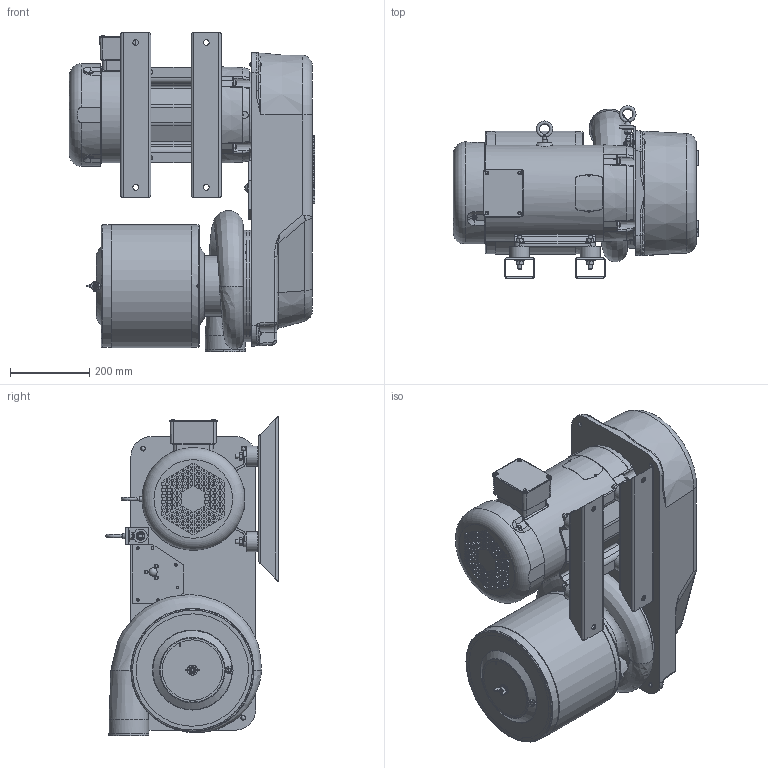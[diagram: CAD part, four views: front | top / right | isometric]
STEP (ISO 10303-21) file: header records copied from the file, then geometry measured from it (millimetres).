
FILE_DESCRIPTION(/* description */ (''),/* implementation_level */ '2;1');
FILE_NAME(/* name */ 'BAM15xB005_B.stp',/* time_stamp */ '2023-03-13T14:21:10-04:00',/* author */ ('James'),/* organization */ (''),/* preprocessor_version */ 'ST-DEVELOPER v18.1',/* originating_system */ 'Autodesk Inventor 2021',/* authorisation */ '');
FILE_SCHEMA (('AUTOMOTIVE_DESIGN { 1 0 10303 214 3 1 1 }'));
Length unit declared in the file: inch
Products named in the file (1): BAM15xB REG FILTER, HORIZ render_Shrinkwrap_3
Bounding box: 618.44 x 434.81 x 804.39 mm (x, y, z)
Volume: 79560415.7 mm3; surface area: 2481916.9 mm2
Topology: 2 solids, 2 shells, 3282 faces, 8342 edges, 5383 vertices
Faces by surface type: plane 1436, cylinder 1081, cone 302, bspline 291, torus 100, sphere 72
Full cylindrical faces by diameter (mm): 2.946 x3, 3.175 x1, 4.701 x4, 4.826 x3, 6.376 x36, 6.624 x1, 6.647 x44, 7.163 x1, 7.463 x4, 7.937 x4, 8.5 x3, 8.839 x4, 9.525 x3, 9.652 x1, 9.754 x3, 10 x16, 10.162 x12, 10.5 x4, 10.516 x3, 10.719 x4, 10.922 x6, 11.125 x8, 12 x4, 12.548 x1, 12.7 x15, 14.275 x1, 14.287 x1, 14.3 x4, 19.05 x1, 21 x1
Entity records: 156122 total; most frequent: CARTESIAN_POINT 78583, ORIENTED_EDGE 16674, DIRECTION 15632, EDGE_CURVE 8337, AXIS2_PLACEMENT_3D 5781, VERTEX_POINT 5383, LINE 4070, VECTOR 4070
